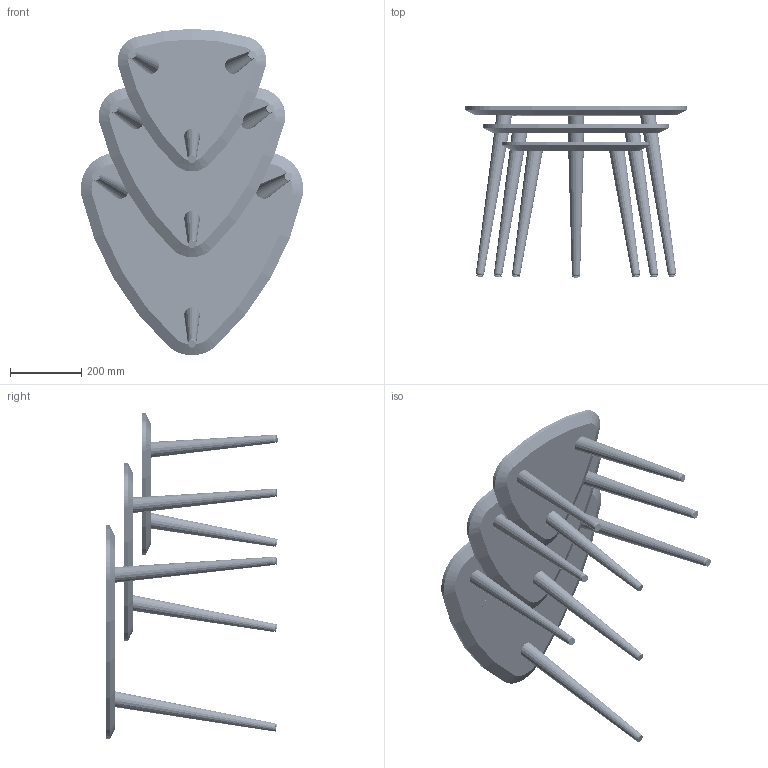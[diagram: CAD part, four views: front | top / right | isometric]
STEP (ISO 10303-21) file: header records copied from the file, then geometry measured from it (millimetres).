
FILE_DESCRIPTION (( 'STEP AP203' ), '1' );
FILE_NAME ('0. Trougaoni stoliæi L, M, S - set.STEP', '2023-11-23T12:02:41', ( '' ), ( '' ), 'SwSTEP 2.0', 'SolidWorks 2023', '' );
FILE_SCHEMA (( 'CONFIG_CONTROL_DESIGN' ));
Length unit declared in the file: millimetre
Products named in the file (1): 0. Trougaoni stolići L, M, S - set
Bounding box: 624.35 x 480.49 x 915.65 mm (x, y, z)
Volume: 16502761.7 mm3; surface area: 1671672.1 mm2
Topology: 42 solids, 42 shells, 1569 faces, 4113 edges, 2664 vertices
Faces by surface type: cylinder 933, plane 291, bspline 216, cone 111, torus 18
Entity records: 177413 total; most frequent: CARTESIAN_POINT 145372, ORIENTED_EDGE 8226, DIRECTION 5081, EDGE_CURVE 4113, VERTEX_POINT 2664, AXIS2_PLACEMENT_3D 1807, EDGE_LOOP 1623, FACE_OUTER_BOUND 1569
